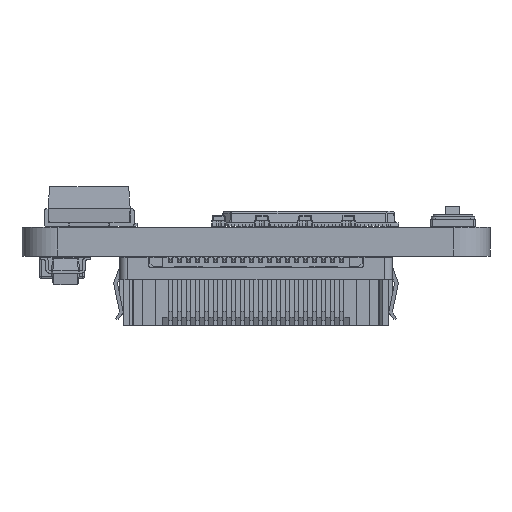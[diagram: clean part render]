
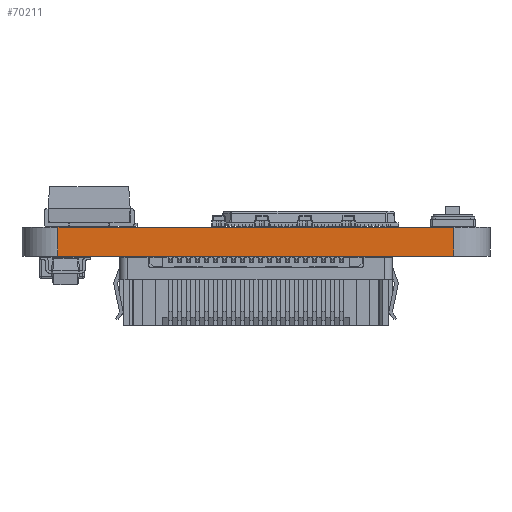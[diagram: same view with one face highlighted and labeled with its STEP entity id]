
A CAD part, front view. The second image highlights one B-rep face of the part: STEP entity #70211.
In plain terms, the highlighted free-form (B-spline) face has degree [1, 1] with [2, 2] control points.
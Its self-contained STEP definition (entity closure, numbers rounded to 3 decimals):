
#70152 = VERTEX_POINT('',#70153);
#70153 = CARTESIAN_POINT('',(23.68,0.,0.));
#70161 = VERTEX_POINT('',#70162);
#70162 = CARTESIAN_POINT('',(23.68,0.,1.579));
#70168 = EDGE_CURVE('',#70152,#70161,#70169,.T.);
#70169 = B_SPLINE_CURVE_WITH_KNOTS('',1,(#70170,#70171),.UNSPECIFIED.,
  .F.,.F.,(2,2),(0.,1.6),.PIECEWISE_BEZIER_KNOTS.);
#70170 = CARTESIAN_POINT('',(23.68,0.,0.));
#70171 = CARTESIAN_POINT('',(23.68,0.,1.579));
#70211 = ADVANCED_FACE('',(#70212),#70234,.F.);
#70212 = FACE_BOUND('',#70213,.T.);
#70213 = EDGE_LOOP('',(#70214,#70221,#70222,#70229));
#70214 = ORIENTED_EDGE('',*,*,#70215,.T.);
#70215 = EDGE_CURVE('',#70216,#70152,#70218,.T.);
#70216 = VERTEX_POINT('',#70217);
#70217 = CARTESIAN_POINT('',(1.973,0.,0.));
#70218 = B_SPLINE_CURVE_WITH_KNOTS('',1,(#70219,#70220),.UNSPECIFIED.,
  .F.,.F.,(2,2),(0.,22.),.PIECEWISE_BEZIER_KNOTS.);
#70219 = CARTESIAN_POINT('',(1.973,0.,0.));
#70220 = CARTESIAN_POINT('',(23.68,0.,0.));
#70221 = ORIENTED_EDGE('',*,*,#70168,.T.);
#70222 = ORIENTED_EDGE('',*,*,#70223,.F.);
#70223 = EDGE_CURVE('',#70224,#70161,#70226,.T.);
#70224 = VERTEX_POINT('',#70225);
#70225 = CARTESIAN_POINT('',(1.973,0.,1.579));
#70226 = B_SPLINE_CURVE_WITH_KNOTS('',1,(#70227,#70228),.UNSPECIFIED.,
  .F.,.F.,(2,2),(0.,22.),.PIECEWISE_BEZIER_KNOTS.);
#70227 = CARTESIAN_POINT('',(1.973,0.,1.579));
#70228 = CARTESIAN_POINT('',(23.68,0.,1.579));
#70229 = ORIENTED_EDGE('',*,*,#70230,.F.);
#70230 = EDGE_CURVE('',#70216,#70224,#70231,.T.);
#70231 = B_SPLINE_CURVE_WITH_KNOTS('',1,(#70232,#70233),.UNSPECIFIED.,
  .F.,.F.,(2,2),(0.,1.6),.PIECEWISE_BEZIER_KNOTS.);
#70232 = CARTESIAN_POINT('',(1.973,0.,0.));
#70233 = CARTESIAN_POINT('',(1.973,0.,1.579));
#70234 = B_SPLINE_SURFACE_WITH_KNOTS('',1,1,(
    (#70235,#70236)
    ,(#70237,#70238
    )),.UNSPECIFIED.,.F.,.F.,.F.,(2,2),(2,2),(0.,22.),(-1.6,0.),
  .PIECEWISE_BEZIER_KNOTS.);
#70235 = CARTESIAN_POINT('',(1.973,0.,1.579));
#70236 = CARTESIAN_POINT('',(1.973,0.,0.));
#70237 = CARTESIAN_POINT('',(23.68,0.,1.579));
#70238 = CARTESIAN_POINT('',(23.68,0.,0.));
